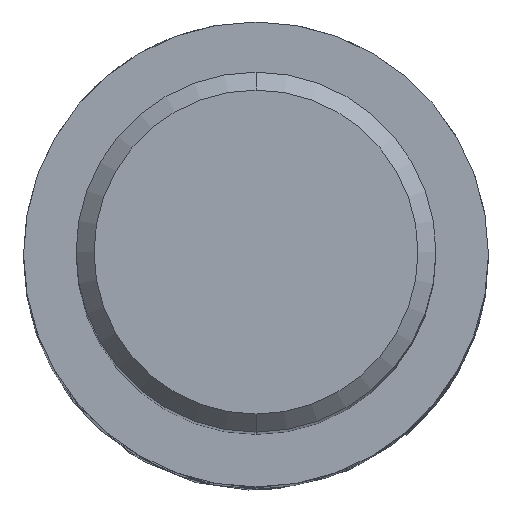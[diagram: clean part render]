
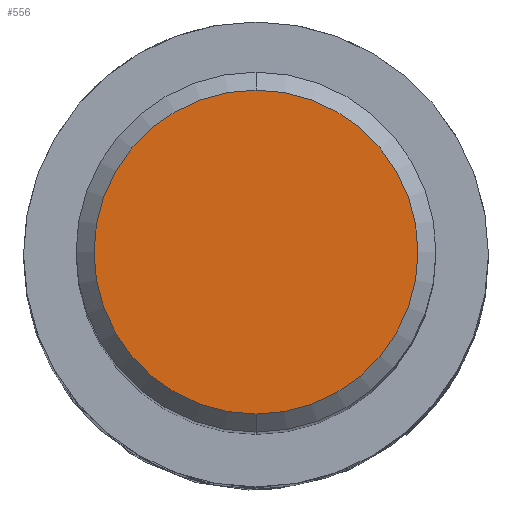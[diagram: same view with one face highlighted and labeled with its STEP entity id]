
A CAD part, top view. The second image highlights one B-rep face of the part: STEP entity #556.
In plain terms, the highlighted planar face has unit normal (0, 0, 1).
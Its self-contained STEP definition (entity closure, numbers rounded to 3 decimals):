
#336=VERTEX_POINT('',#874);
#356=EDGE_CURVE('',#336,#728,#895,.T.);
#392=EDGE_CURVE('',#728,#336,#938,.T.);
#556=ADVANCED_FACE('',(#1121),#1122,.T.);
#728=VERTEX_POINT('',#1305);
#874=CARTESIAN_POINT('',(0.,-5.4,0.0));
#895=CIRCLE('',#1558,5.4);
#938=CIRCLE('',#1645,5.4);
#1121=FACE_OUTER_BOUND('',#3200,.T.);
#1122=PLANE('',#3201);
#1305=CARTESIAN_POINT('',(0.0,5.4,0.0));
#1558=AXIS2_PLACEMENT_3D('',#5116,#5117,#5118);
#1645=AXIS2_PLACEMENT_3D('',#5180,#5181,#5182);
#3200=EDGE_LOOP('',(#5435,#5436));
#3201=AXIS2_PLACEMENT_3D('',#5437,#5438,#5439);
#5116=CARTESIAN_POINT('',(0.0,0.0,0.0));
#5117=DIRECTION('',(0.0,0.0,-1.0));
#5118=DIRECTION('',(0.0,1.0,0.0));
#5180=CARTESIAN_POINT('',(0.0,0.0,0.0));
#5181=DIRECTION('',(0.0,0.0,-1.0));
#5182=DIRECTION('',(0.0,1.0,0.0));
#5435=ORIENTED_EDGE('',*,*,#392,.F.);
#5436=ORIENTED_EDGE('',*,*,#356,.F.);
#5437=CARTESIAN_POINT('',(0.0,2.7,0.0));
#5438=DIRECTION('',(-0.0,0.0,1.0));
#5439=DIRECTION('',(0.0,-1.0,0.0));
